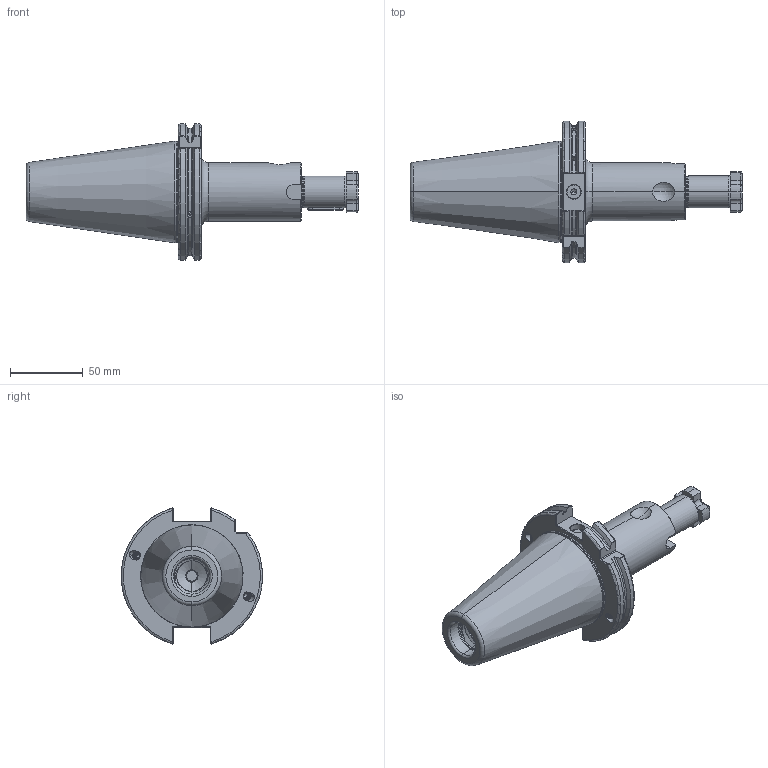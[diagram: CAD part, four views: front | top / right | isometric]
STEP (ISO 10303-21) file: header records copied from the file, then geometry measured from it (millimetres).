
FILE_DESCRIPTION (( 'STEP AP203' ), '1' );
FILE_NAME ('503.10.22.1.STEP', '2016-07-22T10:42:14', ( '' ), ( '' ), 'SwSTEP 2.0', 'SolidWorks 2012', '' );
FILE_SCHEMA (( 'CONFIG_CONTROL_DESIGN' ));
Length unit declared in the file: millimetre
Products named in the file (4): 503.10.22.1; 十字螺絲FMB22; SC22用鍵_6x6x25L
Assembly tree (3 placements, depth 2):
  503.10.22.1
    503.10.22.1
    SC22用鍵_6x6x25L
    十字螺絲FMB22
Bounding box: 228.75 x 97.32 x 93.81 mm (x, y, z)
Volume: 398133.7 mm3; surface area: 66137.1 mm2
Topology: 3 solids, 3 shells, 419 faces, 1127 edges, 704 vertices
Faces by surface type: cylinder 200, plane 81, cone 54, torus 51, bspline 31, sphere 2
Entity records: 29603 total; most frequent: CARTESIAN_POINT 19852, ORIENTED_EDGE 2226, DIRECTION 1684, EDGE_CURVE 1113, VERTEX_POINT 704, AXIS2_PLACEMENT_3D 648, EDGE_LOOP 435, ADVANCED_FACE 419
